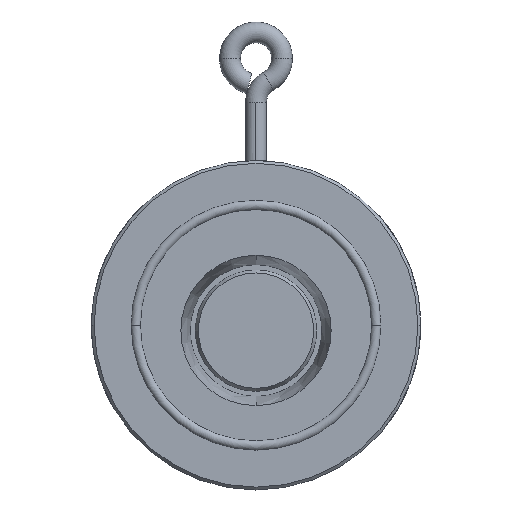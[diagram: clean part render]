
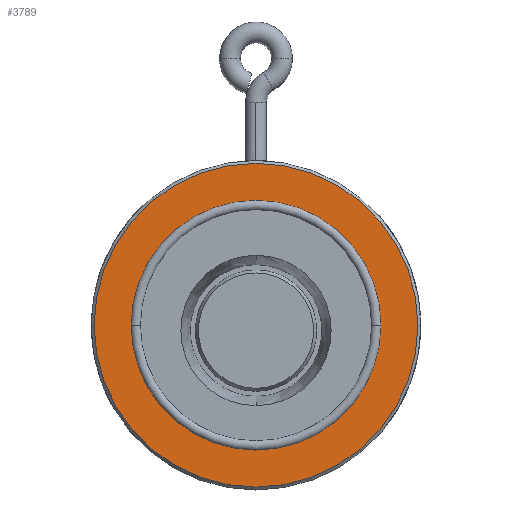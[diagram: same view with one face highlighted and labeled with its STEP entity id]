
A CAD part, top view. The second image highlights one B-rep face of the part: STEP entity #3789.
In plain terms, the highlighted planar face has unit normal (0, 0, 1).
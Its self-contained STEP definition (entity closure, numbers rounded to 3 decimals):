
#22 = ORIENTED_EDGE ( 'NONE', *, *, #5615, .F. ) ;
#94 = CIRCLE ( 'NONE', #2762, 46.7 ) ;
#331 = ORIENTED_EDGE ( 'NONE', *, *, #1803, .F. ) ;
#451 = DIRECTION ( 'NONE',  ( 0., 0., 1. ) ) ;
#608 = CARTESIAN_POINT ( 'NONE',  ( -36.027, 0., 0. ) ) ;
#629 = CARTESIAN_POINT ( 'NONE',  ( 0., 0., 0. ) ) ;
#976 = CIRCLE ( 'NONE', #1477, 36.027 ) ;
#1106 = FACE_OUTER_BOUND ( 'NONE', #6664, .T. ) ;
#1281 = VERTEX_POINT ( 'NONE', #608 ) ;
#1450 = CARTESIAN_POINT ( 'NONE',  ( -46.7, 0., 0. ) ) ;
#1477 = AXIS2_PLACEMENT_3D ( 'NONE', #2614, #4350, #6165 ) ;
#1795 = CARTESIAN_POINT ( 'NONE',  ( 36.027, 0., 0. ) ) ;
#1803 = EDGE_CURVE ( 'NONE', #3620, #1281, #976, .T. ) ;
#2599 = CARTESIAN_POINT ( 'NONE',  ( 0., 0., 0. ) ) ;
#2614 = CARTESIAN_POINT ( 'NONE',  ( 0., 0., 0. ) ) ;
#2762 = AXIS2_PLACEMENT_3D ( 'NONE', #629, #7242, #5450 ) ;
#3173 = EDGE_CURVE ( 'NONE', #6185, #5598, #5775, .T. ) ;
#3604 = DIRECTION ( 'NONE',  ( 0., -1., 0. ) ) ;
#3620 = VERTEX_POINT ( 'NONE', #1795 ) ;
#3789 = ADVANCED_FACE ( 'NONE', ( #1106, #6604 ), #4741, .F. ) ;
#3827 = CARTESIAN_POINT ( 'NONE',  ( 0., 0., 0. ) ) ;
#3881 = EDGE_CURVE ( 'NONE', #5598, #6185, #94, .T. ) ;
#3939 = DIRECTION ( 'NONE',  ( 1., 0., 0. ) ) ;
#4147 = CIRCLE ( 'NONE', #4644, 36.027 ) ;
#4302 = ORIENTED_EDGE ( 'NONE', *, *, #3173, .T. ) ;
#4350 = DIRECTION ( 'NONE',  ( 0., 0., 1. ) ) ;
#4641 = AXIS2_PLACEMENT_3D ( 'NONE', #6518, #4857, #3604 ) ;
#4644 = AXIS2_PLACEMENT_3D ( 'NONE', #3827, #5630, #7343 ) ;
#4741 = PLANE ( 'NONE',  #4641 ) ;
#4857 = DIRECTION ( 'NONE',  ( 0., 0., -1. ) ) ;
#5450 = DIRECTION ( 'NONE',  ( 1., 0., 0. ) ) ;
#5598 = VERTEX_POINT ( 'NONE', #7306 ) ;
#5615 = EDGE_CURVE ( 'NONE', #1281, #3620, #4147, .T. ) ;
#5630 = DIRECTION ( 'NONE',  ( 0., 0., 1. ) ) ;
#5775 = CIRCLE ( 'NONE', #7296, 46.7 ) ;
#5777 = ORIENTED_EDGE ( 'NONE', *, *, #3881, .T. ) ;
#5965 = EDGE_LOOP ( 'NONE', ( #331, #22 ) ) ;
#6165 = DIRECTION ( 'NONE',  ( 1., 0., 0. ) ) ;
#6185 = VERTEX_POINT ( 'NONE', #1450 ) ;
#6518 = CARTESIAN_POINT ( 'NONE',  ( 0., 36.027, 0. ) ) ;
#6604 = FACE_BOUND ( 'NONE', #5965, .T. ) ;
#6664 = EDGE_LOOP ( 'NONE', ( #4302, #5777 ) ) ;
#7242 = DIRECTION ( 'NONE',  ( 0., 0., 1. ) ) ;
#7296 = AXIS2_PLACEMENT_3D ( 'NONE', #2599, #451, #3939 ) ;
#7306 = CARTESIAN_POINT ( 'NONE',  ( 46.7, 0., 0. ) ) ;
#7343 = DIRECTION ( 'NONE',  ( 1., 0., 0. ) ) ;
